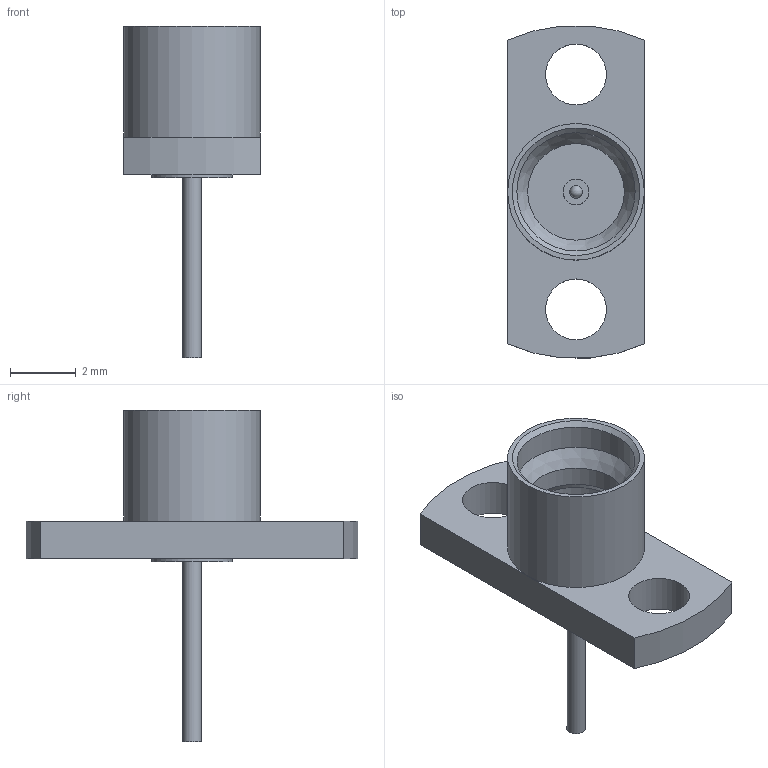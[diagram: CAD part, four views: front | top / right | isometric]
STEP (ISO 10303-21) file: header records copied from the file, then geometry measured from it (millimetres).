
FILE_DESCRIPTION (( 'STEP AP203' ), '1' );
FILE_NAME ('SC5323_3D.step', '2020-11-04T22:39:41', ( '' ), ( '' ), 'SwSTEP 2.0', 'SolidWorks 2018', '' );
FILE_SCHEMA (( 'CONFIG_CONTROL_DESIGN' ));
Length unit declared in the file: inch
Products named in the file (1): SC5323_3D
Bounding box: 4.19 x 10.12 x 10.11 mm (x, y, z)
Volume: 64.9 mm3; surface area: 202.1 mm2
Topology: 1 solids, 1 shells, 27 faces, 53 edges, 33 vertices
Faces by surface type: cylinder 13, plane 10, cone 3, sphere 1
Full cylindrical faces by diameter (mm): 0.381 x1, 0.569 x1, 0.786 x1, 1.702 x1, 1.854 x2, 2.464 x1, 2.946 x1, 3.175 x1, 3.607 x1, 4.166 x1
Entity records: 722 total; most frequent: CARTESIAN_POINT 135, DIRECTION 114, ORIENTED_EDGE 70, AXIS2_PLACEMENT_3D 53, EDGE_LOOP 52, FACE_OUTER_BOUND 38, EDGE_CURVE 35, VERTEX_POINT 31
